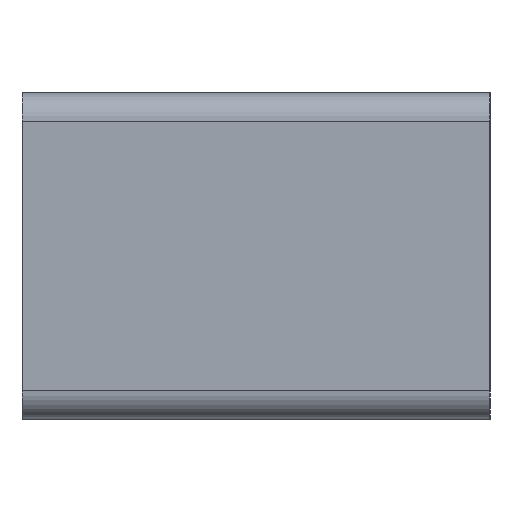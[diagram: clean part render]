
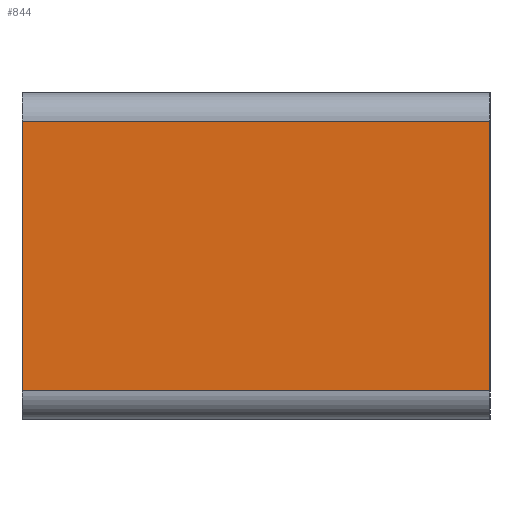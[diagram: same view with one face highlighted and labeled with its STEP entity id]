
A CAD part, left-side view. The second image highlights one B-rep face of the part: STEP entity #844.
In plain terms, the highlighted planar face has unit normal (-1, 0, 0).
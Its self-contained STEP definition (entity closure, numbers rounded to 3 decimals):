
#584 = VERTEX_POINT('',#585);
#585 = CARTESIAN_POINT('',(-0.315,-0.165,0.02));
#592 = EDGE_CURVE('',#584,#593,#595,.T.);
#593 = VERTEX_POINT('',#594);
#594 = CARTESIAN_POINT('',(-0.315,-0.165,0.21));
#595 = LINE('',#596,#597);
#596 = CARTESIAN_POINT('',(-0.315,-0.165,0.));
#597 = VECTOR('',#598,1.);
#598 = DIRECTION('',(0.,0.,1.));
#737 = VERTEX_POINT('',#738);
#738 = CARTESIAN_POINT('',(-0.315,0.165,0.02));
#745 = EDGE_CURVE('',#737,#746,#748,.T.);
#746 = VERTEX_POINT('',#747);
#747 = CARTESIAN_POINT('',(-0.315,0.165,0.21));
#748 = LINE('',#749,#750);
#749 = CARTESIAN_POINT('',(-0.315,0.165,0.));
#750 = VECTOR('',#751,1.);
#751 = DIRECTION('',(0.,0.,1.));
#822 = EDGE_CURVE('',#584,#737,#823,.T.);
#823 = LINE('',#824,#825);
#824 = CARTESIAN_POINT('',(-0.315,-0.165,0.02));
#825 = VECTOR('',#826,1.);
#826 = DIRECTION('',(0.,1.,0.));
#844 = ADVANCED_FACE('',(#845),#856,.F.);
#845 = FACE_BOUND('',#846,.F.);
#846 = EDGE_LOOP('',(#847,#848,#849,#850));
#847 = ORIENTED_EDGE('',*,*,#592,.F.);
#848 = ORIENTED_EDGE('',*,*,#822,.T.);
#849 = ORIENTED_EDGE('',*,*,#745,.T.);
#850 = ORIENTED_EDGE('',*,*,#851,.F.);
#851 = EDGE_CURVE('',#593,#746,#852,.T.);
#852 = LINE('',#853,#854);
#853 = CARTESIAN_POINT('',(-0.315,-0.165,0.21));
#854 = VECTOR('',#855,1.);
#855 = DIRECTION('',(0.,1.,0.));
#856 = PLANE('',#857);
#857 = AXIS2_PLACEMENT_3D('',#858,#859,#860);
#858 = CARTESIAN_POINT('',(-0.315,-0.165,0.));
#859 = DIRECTION('',(1.,0.,0.));
#860 = DIRECTION('',(0.,0.,1.));
